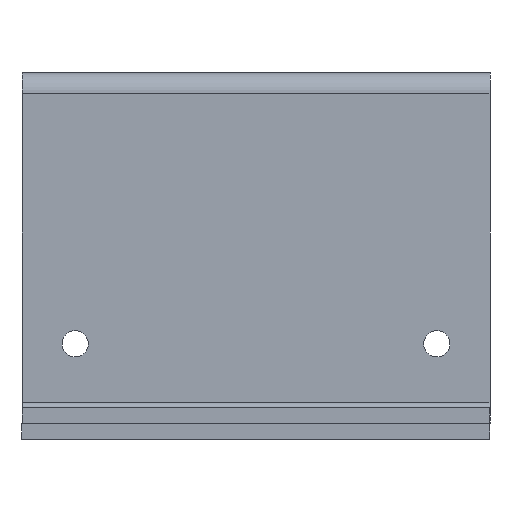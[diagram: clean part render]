
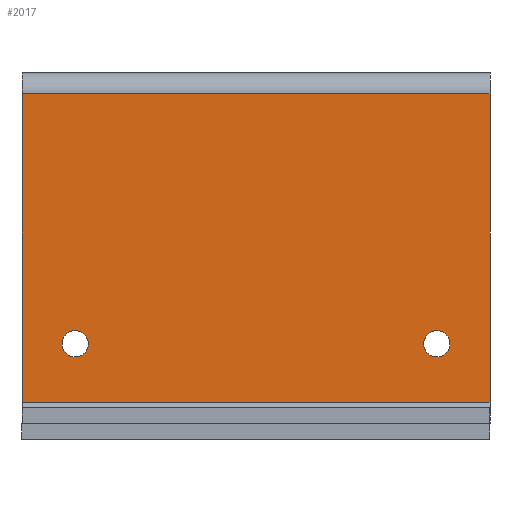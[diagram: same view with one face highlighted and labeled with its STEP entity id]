
A CAD part, left-side view. The second image highlights one B-rep face of the part: STEP entity #2017.
In plain terms, the highlighted planar face has unit normal (-1, 0, 0).
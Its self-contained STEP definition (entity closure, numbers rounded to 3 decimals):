
#1193=CARTESIAN_POINT('',(0.0,51.,7.542));
#1194=VERTEX_POINT('',#1193);
#1203=CARTESIAN_POINT('',(0.0,51.,12.458));
#1204=VERTEX_POINT('',#1203);
#1205=CARTESIAN_POINT('',(0.0,51.,10.0));
#1206=DIRECTION('',(1.0,0.0,0.0));
#1207=DIRECTION('',(0.0,0.0,-1.0));
#1208=AXIS2_PLACEMENT_3D('',#1205,#1206,#1207);
#1209=CIRCLE('',#1208,2.459);
#1210=EDGE_CURVE('',#1204,#1194,#1209,.T.);
#1256=CARTESIAN_POINT('',(0.0,51.,75.541));
#1257=VERTEX_POINT('',#1256);
#1266=CARTESIAN_POINT('',(0.0,51.,80.459));
#1267=VERTEX_POINT('',#1266);
#1268=CARTESIAN_POINT('',(0.0,51.,78.0));
#1269=DIRECTION('',(1.0,0.0,0.0));
#1270=DIRECTION('',(0.0,0.0,-1.0));
#1271=AXIS2_PLACEMENT_3D('',#1268,#1269,#1270);
#1272=CIRCLE('',#1271,2.459);
#1273=EDGE_CURVE('',#1267,#1257,#1272,.T.);
#1610=CARTESIAN_POINT('',(0.0,51.,78.0));
#1611=DIRECTION('',(1.0,0.0,0.0));
#1612=DIRECTION('',(0.0,0.0,-1.0));
#1613=AXIS2_PLACEMENT_3D('',#1610,#1611,#1612);
#1614=CIRCLE('',#1613,2.459);
#1615=EDGE_CURVE('',#1257,#1267,#1614,.T.);
#1655=CARTESIAN_POINT('',(0.0,51.,10.0));
#1656=DIRECTION('',(1.0,0.0,0.0));
#1657=DIRECTION('',(0.0,0.0,-1.0));
#1658=AXIS2_PLACEMENT_3D('',#1655,#1656,#1657);
#1659=CIRCLE('',#1658,2.459);
#1660=EDGE_CURVE('',#1194,#1204,#1659,.T.);
#1951=CARTESIAN_POINT('',(0.0,4.0,88.0));
#1952=VERTEX_POINT('',#1951);
#1960=CARTESIAN_POINT('',(0.0,4.0,0.0));
#1961=VERTEX_POINT('',#1960);
#1962=CARTESIAN_POINT('',(0.0,4.0,0.0));
#1963=DIRECTION('',(0.0,0.0,1.0));
#1964=VECTOR('',#1963,88.0);
#1965=LINE('',#1962,#1964);
#1966=EDGE_CURVE('',#1961,#1952,#1965,.T.);
#1979=CARTESIAN_POINT('',(0.0,4.0,0.0));
#1980=DIRECTION('',(-1.0,0.0,0.0));
#1981=DIRECTION('',(0.0,0.0,1.0));
#1982=AXIS2_PLACEMENT_3D('',#1979,#1980,#1981);
#1983=PLANE('',#1982);
#1984=CARTESIAN_POINT('',(0.0,62.,88.0));
#1985=VERTEX_POINT('',#1984);
#1986=CARTESIAN_POINT('',(0.0,4.0,88.0));
#1987=DIRECTION('',(0.0,1.0,0.0));
#1988=VECTOR('',#1987,58.);
#1989=LINE('',#1986,#1988);
#1990=EDGE_CURVE('',#1952,#1985,#1989,.T.);
#1991=ORIENTED_EDGE('',*,*,#1990,.T.);
#1992=CARTESIAN_POINT('',(0.0,62.,0.0));
#1993=VERTEX_POINT('',#1992);
#1994=CARTESIAN_POINT('',(0.0,62.,0.0));
#1995=DIRECTION('',(0.0,0.0,1.0));
#1996=VECTOR('',#1995,88.0);
#1997=LINE('',#1994,#1996);
#1998=EDGE_CURVE('',#1993,#1985,#1997,.T.);
#1999=ORIENTED_EDGE('',*,*,#1998,.F.);
#2000=CARTESIAN_POINT('',(0.0,62.,0.0));
#2001=DIRECTION('',(0.0,-1.0,0.0));
#2002=VECTOR('',#2001,58.);
#2003=LINE('',#2000,#2002);
#2004=EDGE_CURVE('',#1993,#1961,#2003,.T.);
#2005=ORIENTED_EDGE('',*,*,#2004,.T.);
#2006=ORIENTED_EDGE('',*,*,#1966,.T.);
#2007=EDGE_LOOP('',(#1991,#1999,#2005,#2006));
#2008=FACE_OUTER_BOUND('',#2007,.T.);
#2009=ORIENTED_EDGE('',*,*,#1273,.T.);
#2010=ORIENTED_EDGE('',*,*,#1615,.T.);
#2011=EDGE_LOOP('',(#2009,#2010));
#2012=FACE_BOUND('',#2011,.T.);
#2013=ORIENTED_EDGE('',*,*,#1210,.T.);
#2014=ORIENTED_EDGE('',*,*,#1660,.T.);
#2015=EDGE_LOOP('',(#2013,#2014));
#2016=FACE_BOUND('',#2015,.T.);
#2017=ADVANCED_FACE('',(#2008,#2012,#2016),#1983,.T.);
